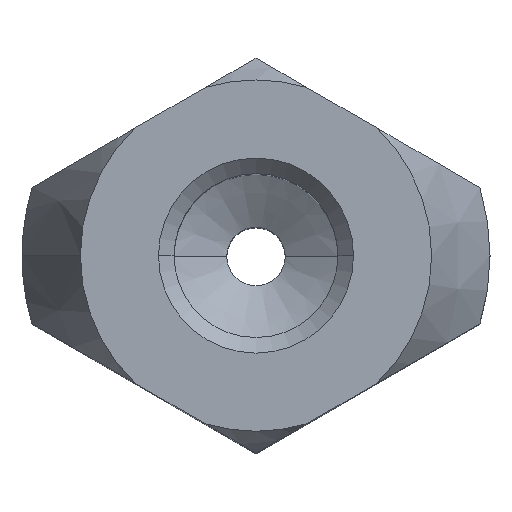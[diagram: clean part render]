
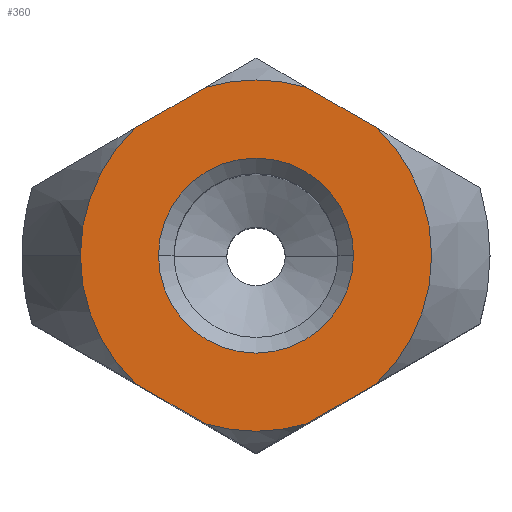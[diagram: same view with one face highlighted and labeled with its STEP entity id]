
A CAD part, top view. The second image highlights one B-rep face of the part: STEP entity #360.
In plain terms, the highlighted planar face has unit normal (0, 0, 1).
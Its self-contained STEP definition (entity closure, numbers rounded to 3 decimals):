
#5 = ORIENTED_EDGE ( 'NONE', *, *, #772, .T. ) ;
#8 = CARTESIAN_POINT ( 'NONE',  ( 0., 0., 23.5 ) ) ;
#9 = DIRECTION ( 'NONE',  ( 0., 0., 1. ) ) ;
#14 = DIRECTION ( 'NONE',  ( -1., 0., 0. ) ) ;
#26 = ORIENTED_EDGE ( 'NONE', *, *, #358, .T. ) ;
#34 = ORIENTED_EDGE ( 'NONE', *, *, #328, .T. ) ;
#39 = VERTEX_POINT ( 'NONE', #711 ) ;
#43 = VERTEX_POINT ( 'NONE', #936 ) ;
#51 = AXIS2_PLACEMENT_3D ( 'NONE', #888, #518, #112 ) ;
#75 = CARTESIAN_POINT ( 'NONE',  ( 0., 0., 23.5 ) ) ;
#81 = DIRECTION ( 'NONE',  ( 0., 0., 1. ) ) ;
#82 = DIRECTION ( 'NONE',  ( -1., 0., 0. ) ) ;
#89 = VERTEX_POINT ( 'NONE', #138 ) ;
#112 = DIRECTION ( 'NONE',  ( -1., 0., 0. ) ) ;
#117 = DIRECTION ( 'NONE',  ( 0., 0., 1. ) ) ;
#127 = CARTESIAN_POINT ( 'NONE',  ( 0., -5.063, 23.5 ) ) ;
#133 = ORIENTED_EDGE ( 'NONE', *, *, #813, .T. ) ;
#137 = ORIENTED_EDGE ( 'NONE', *, *, #831, .T. ) ;
#138 = CARTESIAN_POINT ( 'NONE',  ( -3.084, -3.283, 23.5 ) ) ;
#144 = CARTESIAN_POINT ( 'NONE',  ( 0., 0., 23.5 ) ) ;
#145 = DIRECTION ( 'NONE',  ( 0., 0., -1. ) ) ;
#157 = DIRECTION ( 'NONE',  ( 1., 0., 0. ) ) ;
#174 = AXIS2_PLACEMENT_3D ( 'NONE', #75, #81, #82 ) ;
#192 = DIRECTION ( 'NONE',  ( 1., 0., 0. ) ) ;
#275 = DIRECTION ( 'NONE',  ( -0.866, -0.5, 0. ) ) ;
#282 = ORIENTED_EDGE ( 'NONE', *, *, #301, .T. ) ;
#284 = VERTEX_POINT ( 'NONE', #432 ) ;
#285 = DIRECTION ( 'NONE',  ( 0., 0., -1. ) ) ;
#301 = EDGE_CURVE ( 'NONE', #615, #365, #737, .T. ) ;
#305 = VERTEX_POINT ( 'NONE', #510 ) ;
#326 = DIRECTION ( 'NONE',  ( -1., 0., 0. ) ) ;
#328 = EDGE_CURVE ( 'NONE', #488, #739, #345, .T. ) ;
#330 = ORIENTED_EDGE ( 'NONE', *, *, #598, .F. ) ;
#345 = LINE ( 'NONE', #749, #452 ) ;
#358 = EDGE_CURVE ( 'NONE', #43, #305, #963, .T. ) ;
#360 = ADVANCED_FACE ( 'NONE', ( #456, #479 ), #870, .T. ) ;
#365 = VERTEX_POINT ( 'NONE', #942 ) ;
#368 = ORIENTED_EDGE ( 'NONE', *, *, #642, .T. ) ;
#376 = VERTEX_POINT ( 'NONE', #569 ) ;
#398 = ORIENTED_EDGE ( 'NONE', *, *, #703, .T. ) ;
#413 = CARTESIAN_POINT ( 'NONE',  ( -1.301, 4.312, 23.5 ) ) ;
#432 = CARTESIAN_POINT ( 'NONE',  ( -4.504, 0., 23.5 ) ) ;
#436 = EDGE_CURVE ( 'NONE', #617, #39, #501, .T. ) ;
#451 = CARTESIAN_POINT ( 'NONE',  ( 0., 0., 23.5 ) ) ;
#452 = VECTOR ( 'NONE', #900, 1000. ) ;
#456 = FACE_BOUND ( 'NONE', #678, .T. ) ;
#477 = CARTESIAN_POINT ( 'NONE',  ( 1.301, -4.312, 23.5 ) ) ;
#479 = FACE_OUTER_BOUND ( 'NONE', #904, .T. ) ;
#488 = VERTEX_POINT ( 'NONE', #477 ) ;
#501 = LINE ( 'NONE', #988, #529 ) ;
#510 = CARTESIAN_POINT ( 'NONE',  ( 2.5, 0., 23.5 ) ) ;
#518 = DIRECTION ( 'NONE',  ( 0., 0., 1. ) ) ;
#529 = VECTOR ( 'NONE', #923, 1000. ) ;
#555 = VECTOR ( 'NONE', #943, 1000. ) ;
#563 = LINE ( 'NONE', #127, #555 ) ;
#565 = CIRCLE ( 'NONE', #51, 4.504 ) ;
#569 = CARTESIAN_POINT ( 'NONE',  ( -1.301, -4.312, 23.5 ) ) ;
#585 = CARTESIAN_POINT ( 'NONE',  ( 3.084, -3.283, 23.5 ) ) ;
#598 = EDGE_CURVE ( 'NONE', #617, #739, #610, .T. ) ;
#610 = CIRCLE ( 'NONE', #664, 4.504 ) ;
#615 = VERTEX_POINT ( 'NONE', #413 ) ;
#617 = VERTEX_POINT ( 'NONE', #848 ) ;
#632 = ORIENTED_EDGE ( 'NONE', *, *, #436, .T. ) ;
#642 = EDGE_CURVE ( 'NONE', #89, #376, #563, .T. ) ;
#643 = AXIS2_PLACEMENT_3D ( 'NONE', #8, #9, #14 ) ;
#647 = CIRCLE ( 'NONE', #878, 4.504 ) ;
#648 = EDGE_CURVE ( 'NONE', #376, #488, #565, .T. ) ;
#655 = DIRECTION ( 'NONE',  ( -1., 0., 0. ) ) ;
#664 = AXIS2_PLACEMENT_3D ( 'NONE', #841, #782, #326 ) ;
#678 = EDGE_LOOP ( 'NONE', ( #137, #26 ) ) ;
#697 = CIRCLE ( 'NONE', #643, 4.504 ) ;
#701 = CARTESIAN_POINT ( 'NONE',  ( 0., 0., 23.5 ) ) ;
#703 = EDGE_CURVE ( 'NONE', #284, #89, #647, .T. ) ;
#711 = CARTESIAN_POINT ( 'NONE',  ( 1.301, 4.312, 23.5 ) ) ;
#737 = LINE ( 'NONE', #948, #798 ) ;
#739 = VERTEX_POINT ( 'NONE', #585 ) ;
#749 = CARTESIAN_POINT ( 'NONE',  ( 5.739, -1.75, 23.5 ) ) ;
#772 = EDGE_CURVE ( 'NONE', #39, #615, #697, .T. ) ;
#782 = DIRECTION ( 'NONE',  ( 0., 0., -1. ) ) ;
#798 = VECTOR ( 'NONE', #275, 1000. ) ;
#812 = AXIS2_PLACEMENT_3D ( 'NONE', #977, #285, #192 ) ;
#813 = EDGE_CURVE ( 'NONE', #365, #284, #891, .T. ) ;
#831 = EDGE_CURVE ( 'NONE', #305, #43, #843, .T. ) ;
#841 = CARTESIAN_POINT ( 'NONE',  ( 0., 0., 23.5 ) ) ;
#843 = CIRCLE ( 'NONE', #987, 2.5 ) ;
#848 = CARTESIAN_POINT ( 'NONE',  ( 3.084, 3.283, 23.5 ) ) ;
#859 = DIRECTION ( 'NONE',  ( 0., 0., 1. ) ) ;
#870 = PLANE ( 'NONE',  #909 ) ;
#872 = DIRECTION ( 'NONE',  ( 1., 0., 0. ) ) ;
#878 = AXIS2_PLACEMENT_3D ( 'NONE', #701, #117, #655 ) ;
#888 = CARTESIAN_POINT ( 'NONE',  ( 0., 0., 23.5 ) ) ;
#891 = CIRCLE ( 'NONE', #174, 4.504 ) ;
#894 = ORIENTED_EDGE ( 'NONE', *, *, #648, .T. ) ;
#900 = DIRECTION ( 'NONE',  ( 0.866, 0.5, 0. ) ) ;
#904 = EDGE_LOOP ( 'NONE', ( #282, #133, #398, #368, #894, #34, #330, #632, #5 ) ) ;
#909 = AXIS2_PLACEMENT_3D ( 'NONE', #451, #859, #872 ) ;
#923 = DIRECTION ( 'NONE',  ( -0.866, 0.5, 0. ) ) ;
#936 = CARTESIAN_POINT ( 'NONE',  ( -2.5, 0., 23.5 ) ) ;
#942 = CARTESIAN_POINT ( 'NONE',  ( -3.084, 3.283, 23.5 ) ) ;
#943 = DIRECTION ( 'NONE',  ( 0.866, -0.5, 0. ) ) ;
#948 = CARTESIAN_POINT ( 'NONE',  ( -5.739, 1.75, 23.5 ) ) ;
#963 = CIRCLE ( 'NONE', #812, 2.5 ) ;
#977 = CARTESIAN_POINT ( 'NONE',  ( 0., 0., 23.5 ) ) ;
#987 = AXIS2_PLACEMENT_3D ( 'NONE', #144, #145, #157 ) ;
#988 = CARTESIAN_POINT ( 'NONE',  ( 0., 5.063, 23.5 ) ) ;
